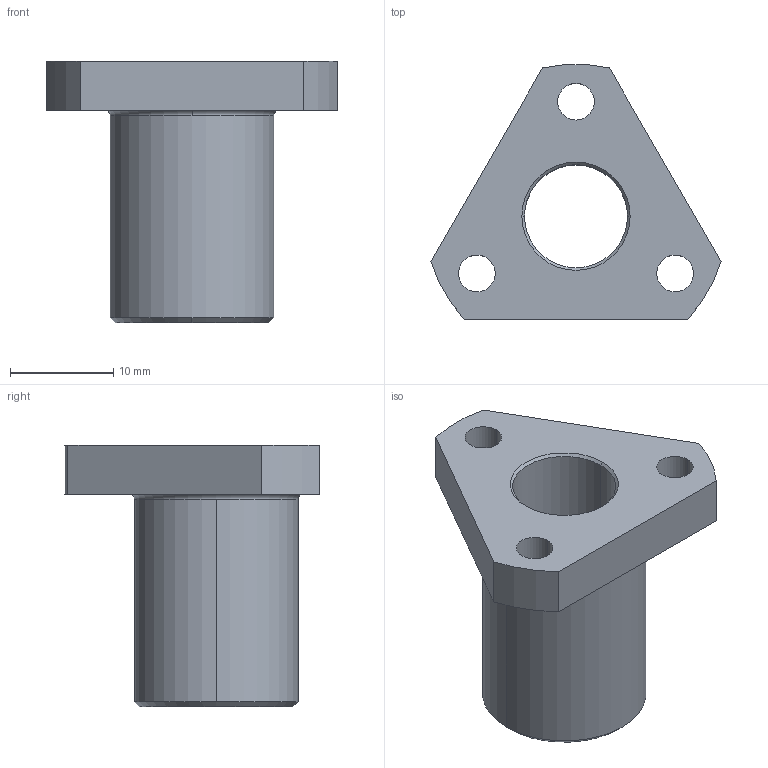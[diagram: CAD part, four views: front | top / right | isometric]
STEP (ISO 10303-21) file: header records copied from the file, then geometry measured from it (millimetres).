
FILE_DESCRIPTION (( 'STEP AP214' ), '1' );
FILE_NAME ('STP-LA-NTFF.STEP', '2020-11-02T14:40:06', ( '' ), ( '' ), 'SwSTEP 2.0', 'SolidWorks 2017', '' );
FILE_SCHEMA (( 'AUTOMOTIVE_DESIGN' ));
Length unit declared in the file: millimetre
Products named in the file (1): STP-LA-NTFF
Bounding box: 28.16 x 24.71 x 25.4 mm (x, y, z)
Volume: 4182.6 mm3; surface area: 3083 mm2
Topology: 1 solids, 1 shells, 25 faces, 64 edges, 42 vertices
Faces by surface type: cylinder 13, plane 6, cone 4, torus 2
Entity records: 830 total; most frequent: DIRECTION 154, CARTESIAN_POINT 132, ORIENTED_EDGE 128, EDGE_CURVE 64, AXIS2_PLACEMENT_3D 64, VERTEX_POINT 42, CIRCLE 38, EDGE_LOOP 34
